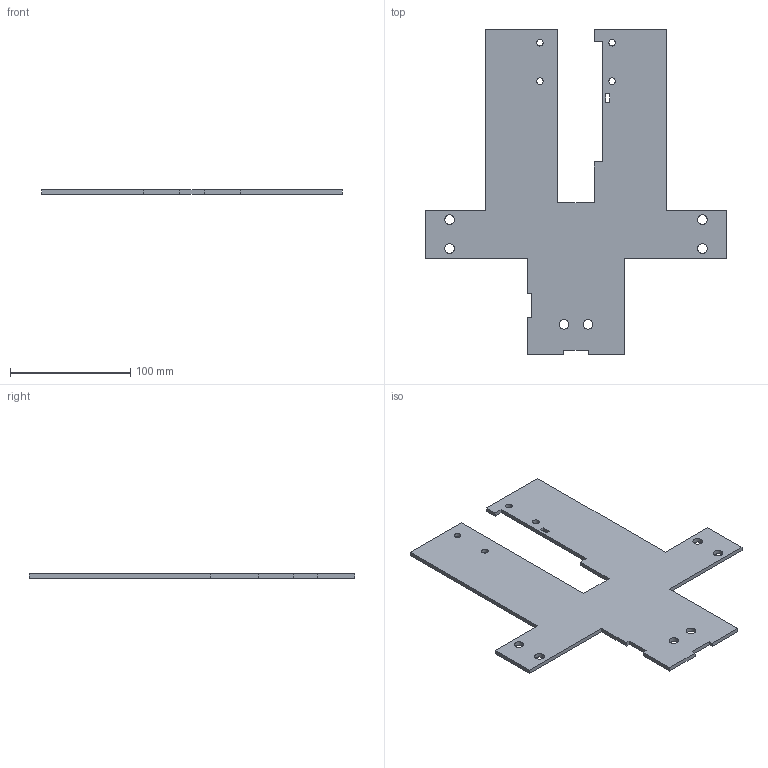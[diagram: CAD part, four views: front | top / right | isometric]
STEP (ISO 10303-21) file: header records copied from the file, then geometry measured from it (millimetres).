
FILE_DESCRIPTION(/* description */ (''),/* implementation_level */ '2;1');
FILE_NAME(/* name */ 'SideToConveyer_ipt_9c93af90.STEP',/* time_stamp */ '2021-11-15T11:37:24+02:00',/* author */ ('Mohamed Teleb'),/* organization */ (''),/* preprocessor_version */ 'ST-DEVELOPER v17',/* originating_system */ 'Autodesk Inventor 2019',/* authorisation */ '');
FILE_SCHEMA (('AUTOMOTIVE_DESIGN { 1 0 10303 214 3 1 1 }'));
Length unit declared in the file: millimetre
Products named in the file (1): SideToConveyer
Bounding box: 250 x 270 x 3.4 mm (x, y, z)
Volume: 113300.2 mm3; surface area: 72074.6 mm2
Topology: 1 solids, 1 shells, 44 faces, 126 edges, 84 vertices
Faces by surface type: plane 34, cylinder 10
Full cylindrical faces by diameter (mm): 5.5 x4, 8 x6
Entity records: 1521 total; most frequent: CARTESIAN_POINT 255, ORIENTED_EDGE 252, DIRECTION 236, EDGE_CURVE 126, LINE 106, VECTOR 106, VERTEX_POINT 84, EDGE_LOOP 66
